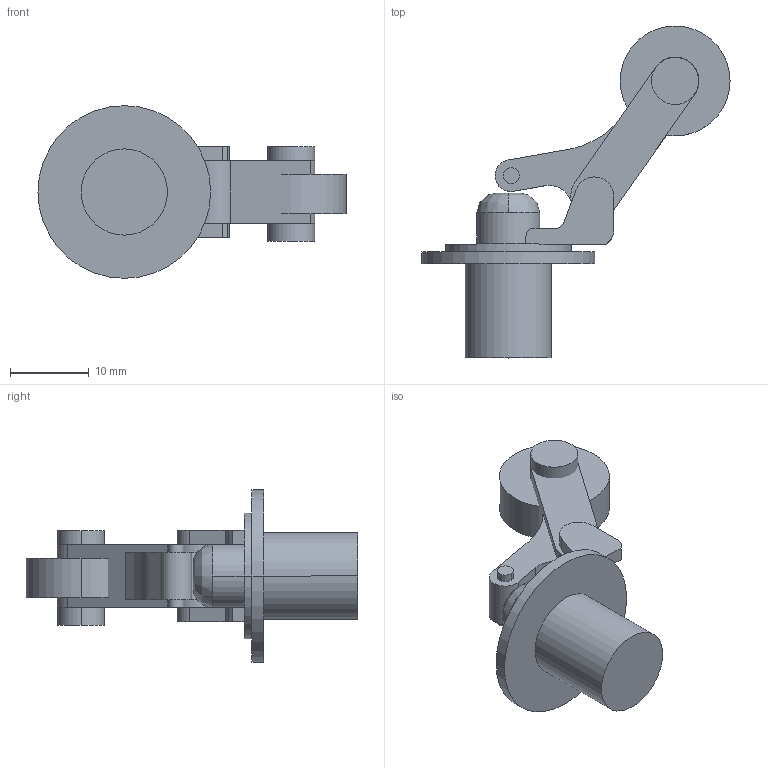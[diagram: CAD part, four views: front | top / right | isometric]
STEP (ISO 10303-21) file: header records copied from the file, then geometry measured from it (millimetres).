
FILE_DESCRIPTION((''),'2;1');
FILE_NAME('3d_KXAD1.stp','2012-10-03T07:32:50',(''),(''),'Mechanical Desktop 2011','Mechanical Desktop 2011',', , ');
FILE_SCHEMA(('CONFIG_CONTROL_DESIGN'));
Length unit declared in the file: millimetre
Products named in the file (1): Product
Bounding box: 39.25 x 42.28 x 22 mm (x, y, z)
Volume: 4941.1 mm3; surface area: 4251.9 mm2
Topology: 9 solids, 9 shells, 69 faces, 152 edges, 103 vertices
Faces by surface type: plane 44, cylinder 23, bspline 2
Entity records: 2084 total; most frequent: CARTESIAN_POINT 413, DIRECTION 347, ORIENTED_EDGE 304, EDGE_CURVE 152, AXIS2_PLACEMENT_3D 127, VERTEX_POINT 103, VECTOR 93, LINE 93
